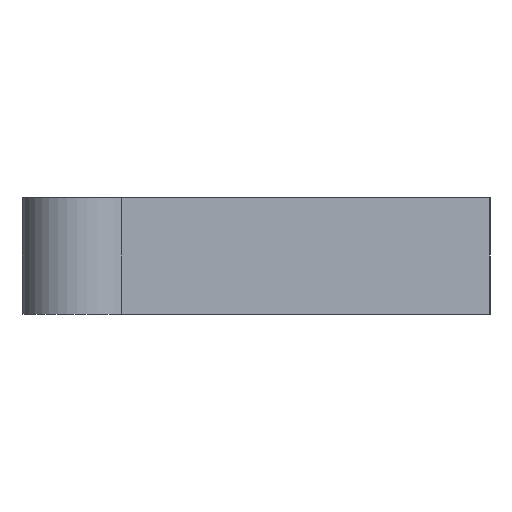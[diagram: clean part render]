
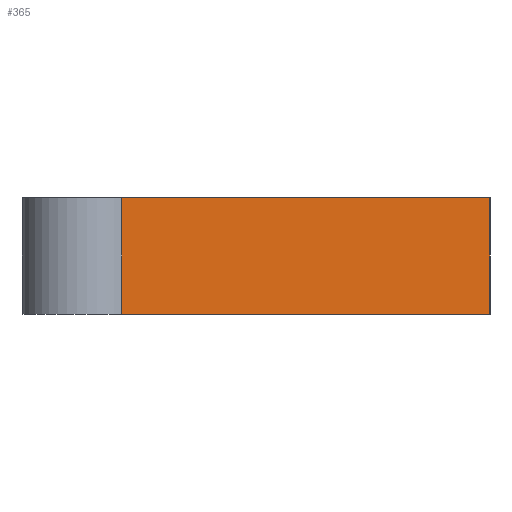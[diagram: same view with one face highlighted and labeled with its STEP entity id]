
A CAD part, left-side view. The second image highlights one B-rep face of the part: STEP entity #365.
In plain terms, the highlighted planar face has unit normal (-0.707, -0.707, 0).
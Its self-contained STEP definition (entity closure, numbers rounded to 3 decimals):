
#81=FACE_OUTER_BOUND('',#107,.T.);
#107=EDGE_LOOP('',(#325,#326,#327,#328));
#115=LINE('',#539,#141);
#121=LINE('',#554,#147);
#127=LINE('',#582,#153);
#140=LINE('',#632,#166);
#141=VECTOR('',#427,10.);
#147=VECTOR('',#439,10.);
#153=VECTOR('',#469,10.);
#166=VECTOR('',#532,10.);
#167=VERTEX_POINT('',#537);
#168=VERTEX_POINT('',#538);
#174=VERTEX_POINT('',#552);
#184=VERTEX_POINT('',#580);
#197=EDGE_CURVE('',#167,#168,#115,.T.);
#205=EDGE_CURVE('',#174,#168,#121,.T.);
#219=EDGE_CURVE('',#184,#174,#127,.T.);
#244=EDGE_CURVE('',#184,#167,#140,.T.);
#325=ORIENTED_EDGE('',*,*,#197,.T.);
#326=ORIENTED_EDGE('',*,*,#205,.F.);
#327=ORIENTED_EDGE('',*,*,#219,.F.);
#328=ORIENTED_EDGE('',*,*,#244,.T.);
#345=PLANE('',#421);
#365=ADVANCED_FACE('',(#81),#345,.T.);
#421=AXIS2_PLACEMENT_3D('',#631,#530,#531);
#427=DIRECTION('',(0.,0.,1.));
#439=DIRECTION('',(0.707,-0.707,0.));
#469=DIRECTION('',(0.,0.,1.));
#530=DIRECTION('center_axis',(-0.707,-0.707,0.));
#531=DIRECTION('ref_axis',(0.707,-0.707,0.));
#532=DIRECTION('',(0.707,-0.707,0.));
#537=CARTESIAN_POINT('',(-2.,2.,0.));
#538=CARTESIAN_POINT('',(-2.,2.,2.));
#539=CARTESIAN_POINT('',(-2.,2.,0.5));
#552=CARTESIAN_POINT('',(-8.293,8.293,2.));
#554=CARTESIAN_POINT('',(-10.,10.,2.));
#580=CARTESIAN_POINT('',(-8.293,8.293,0.));
#582=CARTESIAN_POINT('',(-8.293,8.293,0.));
#631=CARTESIAN_POINT('Origin',(-10.,10.,0.));
#632=CARTESIAN_POINT('',(-10.,10.,0.));
